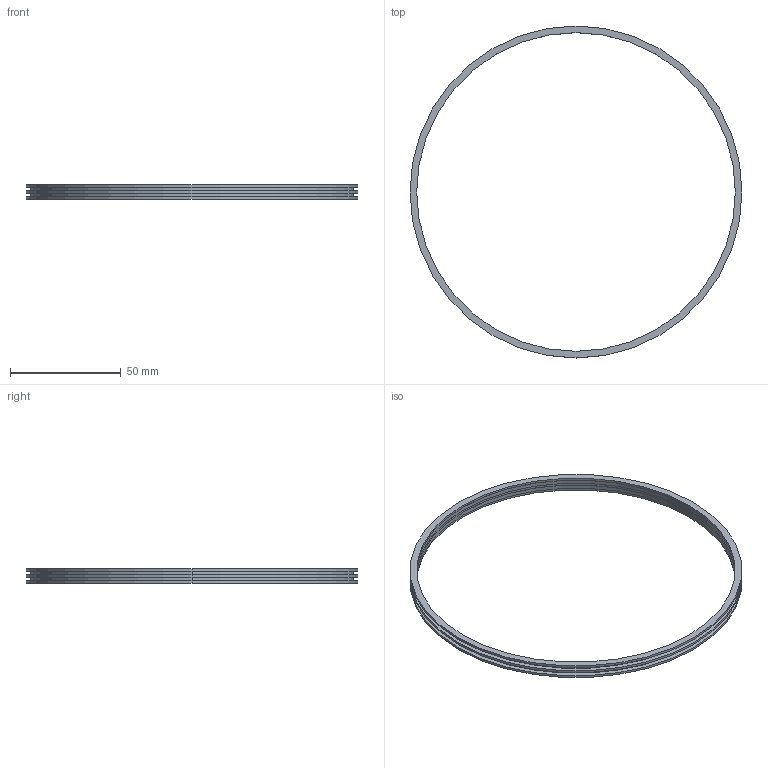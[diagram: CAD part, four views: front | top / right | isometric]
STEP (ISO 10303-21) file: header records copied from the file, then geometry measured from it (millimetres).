
FILE_DESCRIPTION(/* description */ (''),/* implementation_level */ '2;1');
FILE_NAME(/* name */ 'Halo',/* time_stamp */ '2024-11-23T16:37:42Z',/* author */ (''),/* organization */ (''),/* preprocessor_version */ 'ST-DEVELOPER v19.2',/* originating_system */ 'Rhino 8.12',/* authorisation */ '');
FILE_SCHEMA (('AP242_MANAGED_MODEL_BASED_3D_ENGINEERING_MIM_LF { 1 0 10303 442 3 1 4 }'));
Length unit declared in the file: millimetre
Products named in the file (1): Document
Bounding box: 150 x 150 x 6.48 mm (x, y, z)
Volume: 5705.1 mm3; surface area: 16003.3 mm2
Topology: 5 solids, 5 shells, 30 faces, 62 edges, 42 vertices
Faces by surface type: cylinder 20, plane 10
Entity records: 918 total; most frequent: CARTESIAN_POINT 235, ORIENTED_EDGE 120, DIRECTION 120, AXIS2_PLACEMENT_3D 75, EDGE_CURVE 60, CIRCLE 42, EDGE_LOOP 40, TRIMMED_CURVE 40
